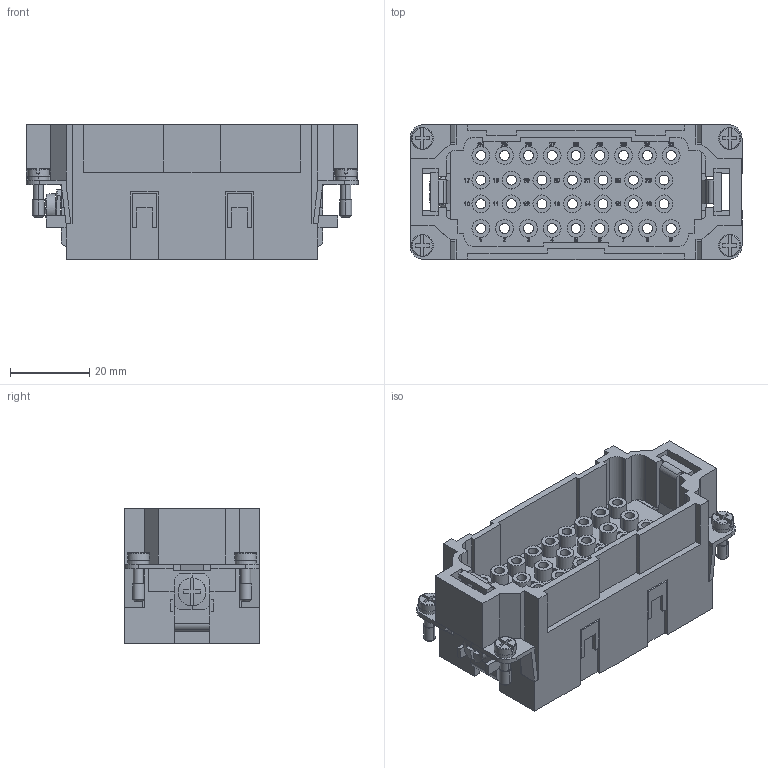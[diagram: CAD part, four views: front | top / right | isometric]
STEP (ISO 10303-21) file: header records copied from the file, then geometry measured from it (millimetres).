
FILE_DESCRIPTION((''),'2;1');
FILE_NAME('CQEM 32.stp','2006-11-28T17:39:54',('gembarski'),(''),'Autodesk Inventor 7','Autodesk Inventor 7','');
FILE_SCHEMA(('AUTOMOTIVE_DESIGN { 1 0 10303 214 1 1 1 1 }'));
Length unit declared in the file: millimetre
Products named in the file (1): CQEM 32
Bounding box: 83.7 x 34 x 34.01 mm (x, y, z)
Volume: 39139 mm3; surface area: 32020.1 mm2
Topology: 1 solids, 1 shells, 2355 faces, 6287 edges, 4175 vertices
Faces by surface type: bspline 1097, plane 981, cylinder 261, torus 8, sphere 4, cone 4
Entity records: 78729 total; most frequent: CARTESIAN_POINT 25824, ORIENTED_EDGE 12580, DIRECTION 7777, EDGE_CURVE 6290, VERTEX_POINT 4175, VECTOR 3801, LINE 3801, EDGE_LOOP 2667
